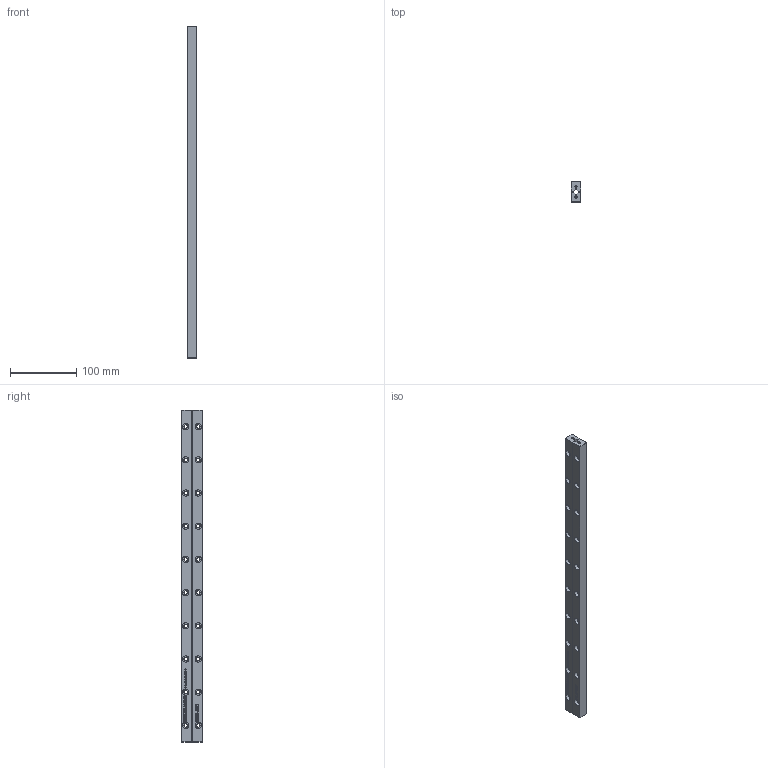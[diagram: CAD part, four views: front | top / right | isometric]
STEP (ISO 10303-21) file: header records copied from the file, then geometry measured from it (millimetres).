
FILE_DESCRIPTION(('FreeCAD Model'),'2;1');
FILE_NAME('RN6-500.step', '2020-08-07T18:07:32',('Author'),(''), 'Open CASCADE STEP processor 6.8','FreeCAD','Unknown');
FILE_SCHEMA(('AUTOMOTIVE_DESIGN_CC2 { 1 2 10303 214 -1 1 5 4 }'));
Length unit declared in the file: millimetre
Products named in the file (2): ASSEMBLY; Schienenpaar
Assembly tree (1 placements, depth 2):
  ASSEMBLY
    Schienenpaar
Bounding box: 15 x 31 x 500 mm (x, y, z)
Volume: 191406.6 mm3; surface area: 71999.5 mm2
Topology: 2 solids, 2 shells, 740 faces, 1956 edges, 1280 vertices
Faces by surface type: extrusion 429, plane 237, cylinder 46, cone 28
Full cylindrical faces by diameter (mm): 3 x4, 5.2 x20, 9.5 x20
Entity records: 48613 total; most frequent: CARTESIAN_POINT 12145, DIRECTION 5259, VECTOR 4333, ORIENTED_EDGE 3904, LINE 3904, PCURVE 3904, DEFINITIONAL_REPRESENTATION 3904, B_SPLINE_CURVE_WITH_KNOTS 2177
